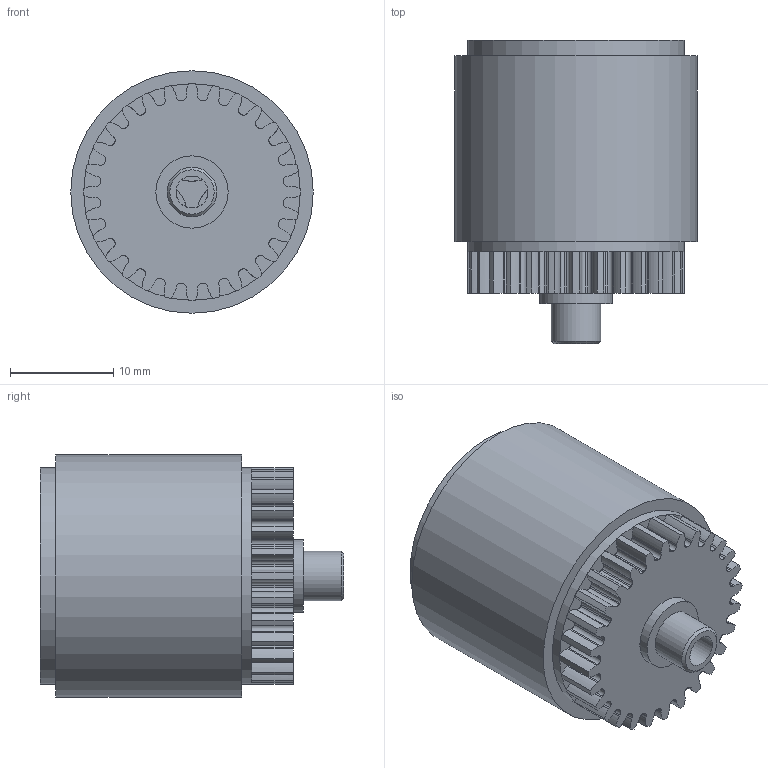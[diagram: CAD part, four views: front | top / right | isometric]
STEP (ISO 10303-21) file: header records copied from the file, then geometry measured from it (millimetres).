
FILE_DESCRIPTION(/* description */ (''),/* implementation_level */ '2;1');
FILE_NAME(/* name */ '9ed24b9f-3cd9-4104-bcec-18e5601fe436.stp',/* time_stamp */ '2025-07-22T19:48:56Z',/* author */ (''),/* organization */ (''),/* preprocessor_version */ 'ST-DEVELOPER v20.1',/* originating_system */ 'Autodesk Translation Framework v14.10.0.0',/* authorisation */ '');
FILE_SCHEMA (('AUTOMOTIVE_DESIGN { 1 0 10303 214 3 1 1 }'));
Length unit declared in the file: millimetre
Products named in the file (4): 23.5 Wheel 28 teeth; Rim; Spur Gear (28 teeth); Tire
Assembly tree (3 placements, depth 2):
  23.5 Wheel 28 teeth
    Rim
    Spur Gear (28 teeth)
    Tire
Bounding box: 23.5 x 29.4 x 23.5 mm (x, y, z)
Volume: 9790.3 mm3; surface area: 6091.6 mm2
Topology: 3 solids, 3 shells, 251 faces, 720 edges, 480 vertices
Faces by surface type: cylinder 121, plane 70, bspline 59, cone 1
Full cylindrical faces by diameter (mm): 3.1 x2, 4.8 x1, 7 x1, 12.5 x2, 21 x2, 23.5 x1
Entity records: 24504 total; most frequent: CARTESIAN_POINT 18105, ORIENTED_EDGE 1440, DIRECTION 1262, EDGE_CURVE 720, VERTEX_POINT 480, AXIS2_PLACEMENT_3D 455, LINE 352, VECTOR 352
